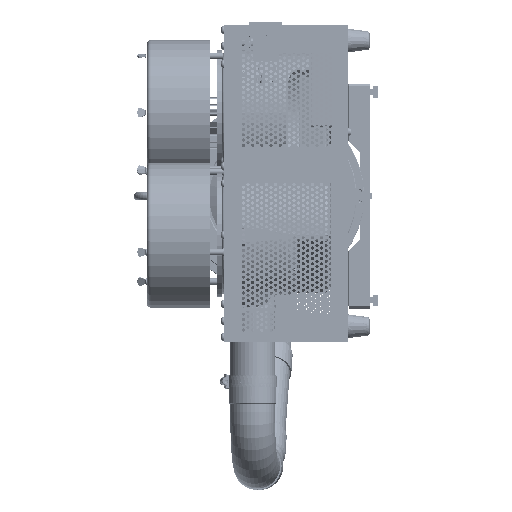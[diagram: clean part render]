
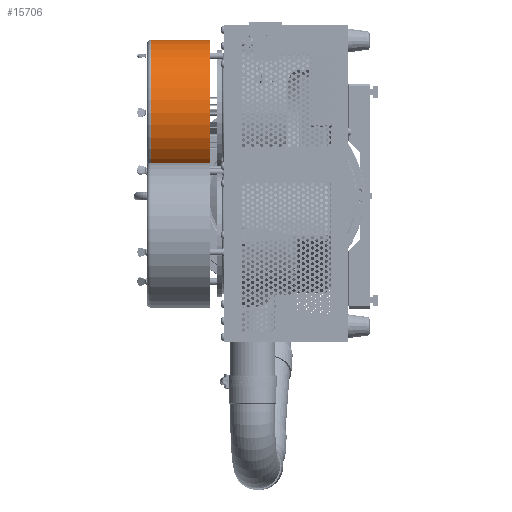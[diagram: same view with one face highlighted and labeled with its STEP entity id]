
A CAD part, left-side view. The second image highlights one B-rep face of the part: STEP entity #15706.
In plain terms, the highlighted cylindrical face has radius 87.249 mm (diameter 174.498 mm), a partial arc.
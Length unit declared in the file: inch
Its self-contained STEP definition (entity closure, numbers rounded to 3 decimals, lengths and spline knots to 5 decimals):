
#2061 = CARTESIAN_POINT ( 'NONE',  ( -11.34818, 7.515, 6.9195 ) ) ;
#3173 = CARTESIAN_POINT ( 'NONE',  ( -13.06568, 10.335, 3.9447 ) ) ;
#3927 = CIRCLE ( 'NONE', #222939, 3.435 ) ;
#3965 = EDGE_LOOP ( 'NONE', ( #39535, #25619, #200348, #93952 ) ) ;
#5558 = CARTESIAN_POINT ( 'NONE',  ( -11.34818, 12.06257, 6.9195 ) ) ;
#15706 = ADVANCED_FACE ( 'NONE', ( #285206 ), #54852, .T. ) ;
#19519 = AXIS2_PLACEMENT_3D ( 'NONE', #205825, #31328, #57429 ) ;
#25619 = ORIENTED_EDGE ( 'NONE', *, *, #289143, .T. ) ;
#28169 = DIRECTION ( 'NONE',  ( -0.5, 0., -0.866 ) ) ;
#31328 = DIRECTION ( 'NONE',  ( 0., 1., 0. ) ) ;
#39535 = ORIENTED_EDGE ( 'NONE', *, *, #321529, .T. ) ;
#53214 = LINE ( 'NONE', #5558, #310775 ) ;
#54852 = CYLINDRICAL_SURFACE ( 'NONE', #19519, 3.435 ) ;
#57429 = DIRECTION ( 'NONE',  ( -0.5, 0., -0.866 ) ) ;
#82017 = CARTESIAN_POINT ( 'NONE',  ( -14.78318, 10.335, 0.96991 ) ) ;
#92890 = DIRECTION ( 'NONE',  ( 0., 1., 0. ) ) ;
#92962 = VERTEX_POINT ( 'NONE', #2061 ) ;
#93952 = ORIENTED_EDGE ( 'NONE', *, *, #306135, .F. ) ;
#109749 = CARTESIAN_POINT ( 'NONE',  ( -11.34818, 10.335, 6.9195 ) ) ;
#115623 = VERTEX_POINT ( 'NONE', #230403 ) ;
#117649 = CIRCLE ( 'NONE', #212486, 3.435 ) ;
#126157 = CARTESIAN_POINT ( 'NONE',  ( -13.06568, 7.515, 3.9447 ) ) ;
#134604 = VERTEX_POINT ( 'NONE', #82017 ) ;
#151233 = DIRECTION ( 'NONE',  ( -0.5, 0., -0.866 ) ) ;
#156124 = DIRECTION ( 'NONE',  ( 0., 1., 0. ) ) ;
#169958 = EDGE_CURVE ( 'NONE', #134604, #285890, #3927, .T. ) ;
#177674 = DIRECTION ( 'NONE',  ( 0., 1., 0. ) ) ;
#200348 = ORIENTED_EDGE ( 'NONE', *, *, #169958, .F. ) ;
#205825 = CARTESIAN_POINT ( 'NONE',  ( -13.06568, 12.06257, 3.9447 ) ) ;
#212486 = AXIS2_PLACEMENT_3D ( 'NONE', #126157, #300407, #151233 ) ;
#217277 = CARTESIAN_POINT ( 'NONE',  ( -14.78318, 12.06257, 0.96991 ) ) ;
#222939 = AXIS2_PLACEMENT_3D ( 'NONE', #3173, #177674, #28169 ) ;
#230403 = CARTESIAN_POINT ( 'NONE',  ( -14.78318, 7.515, 0.96991 ) ) ;
#239535 = VECTOR ( 'NONE', #92890, 39.37008 ) ;
#285206 = FACE_OUTER_BOUND ( 'NONE', #3965, .T. ) ;
#285890 = VERTEX_POINT ( 'NONE', #109749 ) ;
#289143 = EDGE_CURVE ( 'NONE', #92962, #285890, #53214, .T. ) ;
#300407 = DIRECTION ( 'NONE',  ( 0., 1., 0. ) ) ;
#306135 = EDGE_CURVE ( 'NONE', #115623, #134604, #313599, .T. ) ;
#310775 = VECTOR ( 'NONE', #156124, 39.37008 ) ;
#313599 = LINE ( 'NONE', #217277, #239535 ) ;
#321529 = EDGE_CURVE ( 'NONE', #115623, #92962, #117649, .T. ) ;
